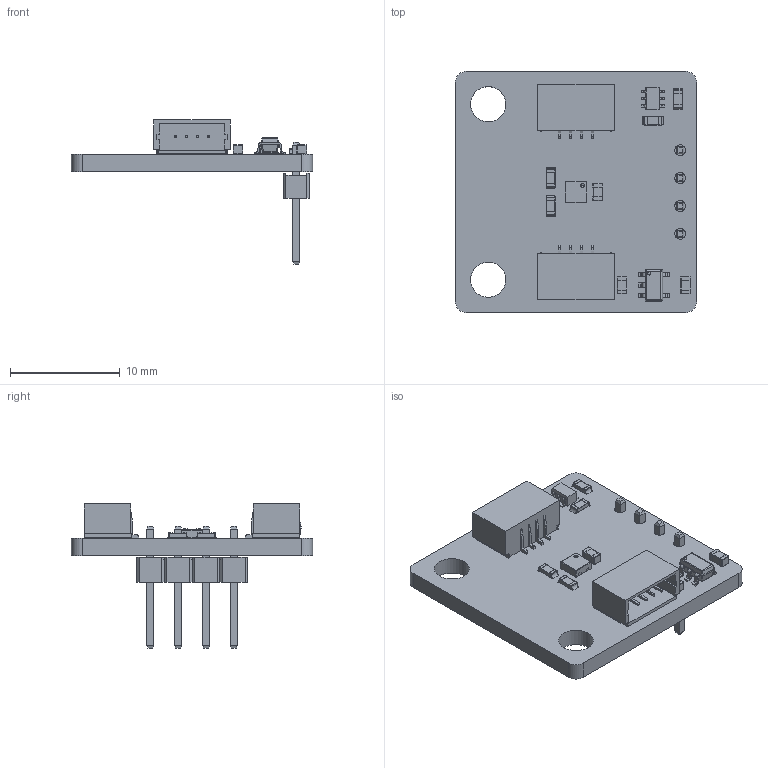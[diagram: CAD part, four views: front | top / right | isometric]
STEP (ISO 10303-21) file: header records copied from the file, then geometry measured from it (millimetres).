
FILE_DESCRIPTION(('KiCad electronic assembly'),'2;1');
FILE_NAME('SHTC3_breakout_3D.step','2021-09-02T15:24:46',('Pcbnew'),( 'Kicad'),'Open CASCADE STEP processor 7.5','KiCad to STEP converter' ,'Unknown');
FILE_SCHEMA(('AUTOMOTIVE_DESIGN { 1 0 10303 214 1 1 1 1 }'));
Length unit declared in the file: millimetre
Products named in the file (16): SHTC3_breakout_3D 1; SOT-363; COMPOUND; SOT-23-5; 0603R; SOLID; 0603C; easyC connector; SHTC3; 4x_Male_Pin_2.54_mm
Assembly tree (21 placements, depth 3):
  SHTC3_breakout_3D 1
    SOT-363
      COMPOUND
    SOT-23-5
      COMPOUND
    0603R  x4
      SOLID
    0603C  x3
      COMPOUND
    easyC connector  x2
      SOLID
    SHTC3
      COMPOUND
    4x_Male_Pin_2.54_mm
      COMPOUND
    COMPOUND
Bounding box: 22 x 22 x 13.15 mm (x, y, z)
Volume: 897.3 mm3; surface area: 1887.7 mm2
Topology: 40 solids, 40 shells, 976 faces, 2371 edges, 1427 vertices
Faces by surface type: bspline 960, cylinder 10, plane 6
Full cylindrical faces by diameter (mm): 1 x4, 3.2 x2
Entity records: 34435 total; most frequent: CARTESIAN_POINT 13565, B_SPLINE_CURVE_WITH_KNOTS 3737, ORIENTED_EDGE 2838, PCURVE 2838, DEFINITIONAL_REPRESENTATION 2838, EDGE_CURVE 1419, SURFACE_CURVE 1413, VERTEX_POINT 891
